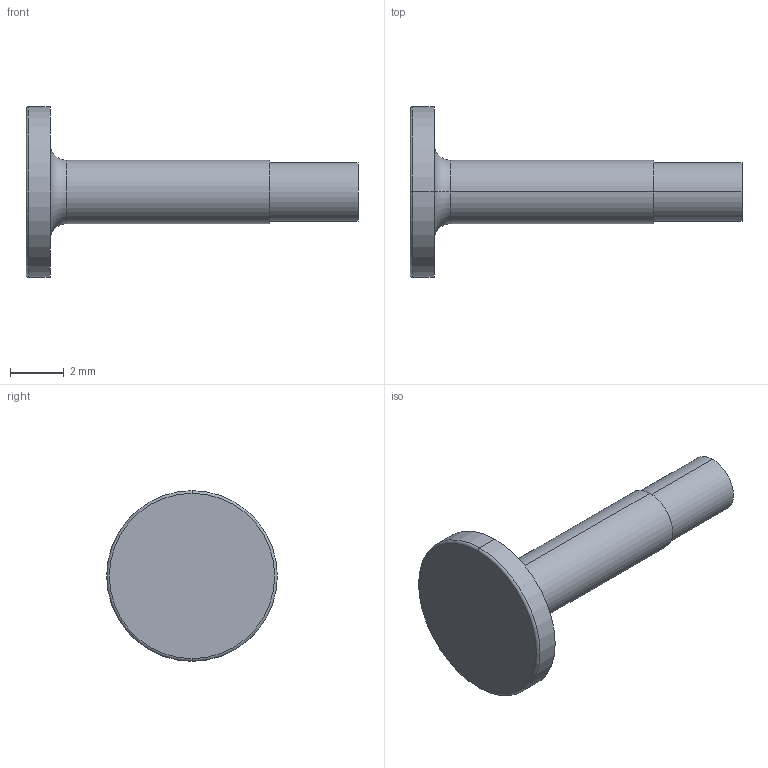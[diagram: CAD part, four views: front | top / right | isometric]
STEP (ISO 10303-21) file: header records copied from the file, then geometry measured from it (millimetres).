
FILE_DESCRIPTION((''),'2;1');
FILE_NAME('72333401','2015-03-15T',('SESA69708'),('Schneider-Electric'),'PRO/ENGINEER BY PARAMETRIC TECHNOLOGY CORPORATION, 2012420','PRO/ENGINEER BY PARAMETRIC TECHNOLOGY CORPORATION, 2012420','');
FILE_SCHEMA(('CONFIG_CONTROL_DESIGN'));
Length unit declared in the file: millimetre
Products named in the file (1): 72333401
Bounding box: 12.4 x 6.38 x 6.38 mm (x, y, z)
Volume: 73.2 mm3; surface area: 176.5 mm2
Topology: 1 solids, 1 shells, 27 faces, 52 edges, 30 vertices
Faces by surface type: cylinder 10, torus 6, plane 5, cone 4, sphere 2
Entity records: 730 total; most frequent: DIRECTION 144, CARTESIAN_POINT 109, ORIENTED_EDGE 104, AXIS2_PLACEMENT_3D 65, EDGE_CURVE 52, CIRCLE 38, VERTEX_POINT 30, EDGE_LOOP 30
